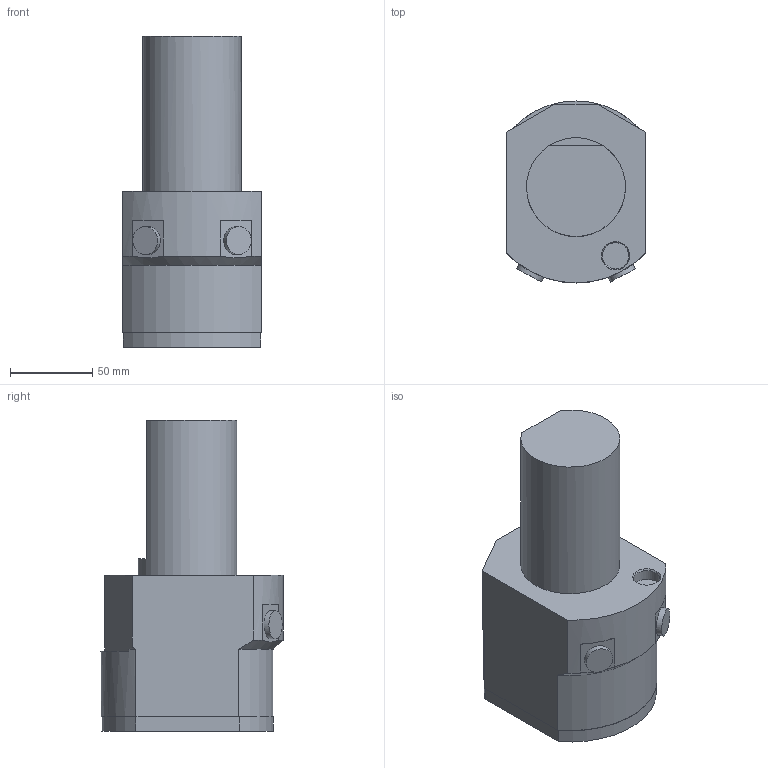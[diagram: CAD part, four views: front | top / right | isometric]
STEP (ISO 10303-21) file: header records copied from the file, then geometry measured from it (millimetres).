
FILE_DESCRIPTION(/* description */ (''),/* implementation_level */ '2;1');
FILE_NAME(/* name */ '1522908428611.stp',/* time_stamp */ '2018-04-05T08:07:22+02:00',/* author */ (''),/* organization */ ('SMS'),/* preprocessor_version */ 'ST-DEVELOPER v15',/* originating_system */ 'SIEMENS PLM Software NX 8.5',/* authorisation */ '');
FILE_SCHEMA (('AUTOMOTIVE_DESIGN { 1 0 10303 214 3 1 1 1 }'));
Length unit declared in the file: millimetre
Products named in the file (1): MOD000000000000000020083873900000
Bounding box: 84.25 x 110.4 x 189 mm (x, y, z)
Volume: 950643.7 mm3; surface area: 70549.6 mm2
Topology: 1 solids, 1 shells, 45 faces, 108 edges, 73 vertices
Faces by surface type: plane 24, cylinder 11, cone 10
Full cylindrical faces by diameter (mm): 4 x1, 16.014 x1, 17 x2, 59.99 x1, 63 x1
Entity records: 1365 total; most frequent: CARTESIAN_POINT 298, DIRECTION 226, ORIENTED_EDGE 192, EDGE_CURVE 96, AXIS2_PLACEMENT_3D 90, VERTEX_POINT 68, EDGE_LOOP 60, LINE 46
